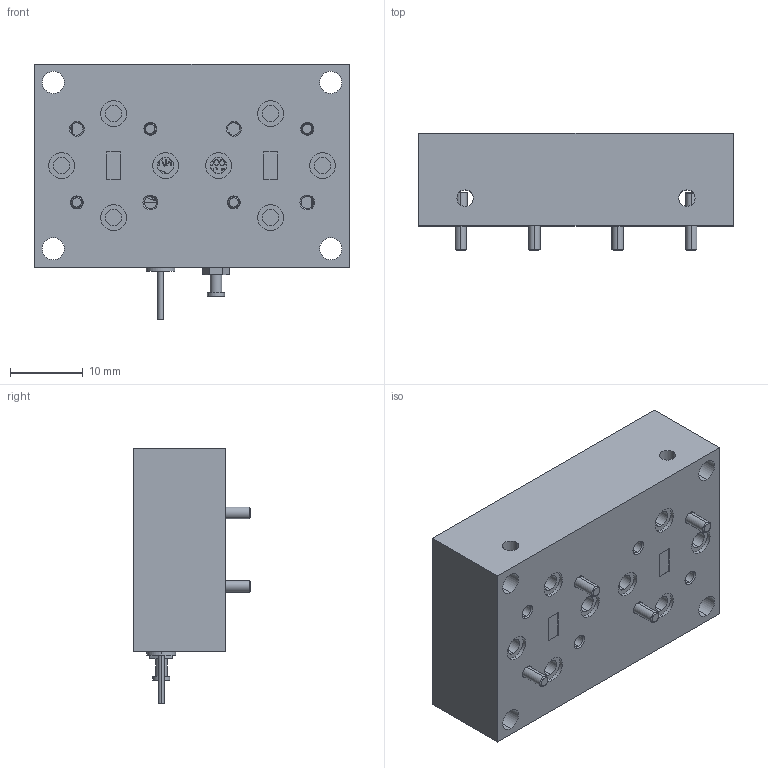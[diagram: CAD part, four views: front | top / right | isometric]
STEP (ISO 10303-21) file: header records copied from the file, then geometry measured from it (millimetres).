
FILE_DESCRIPTION (( 'STEP AP203' ), '1' );
FILE_NAME ('DMBX-15-101-1, df sat.STEP', '2017-09-11T18:30:06', ( '' ), ( '' ), 'SwSTEP 2.0', 'SolidWorks 2013', '' );
FILE_SCHEMA (( 'CONFIG_CONTROL_DESIGN' ));
Length unit declared in the file: inch
Products named in the file (1): DMBX-15-101-1, df sat
Bounding box: 43.18 x 16.07 x 35.18 mm (x, y, z)
Surface area: 6024.1 mm2 (no closed solid volume)
Topology: 0 solids, 72 shells, 365 faces, 1687 edges, 1419 vertices
Faces by surface type: plane 208, cylinder 104, cone 48, bspline 5
Entity records: 22937 total; most frequent: CARTESIAN_POINT 10729, ORIENTED_EDGE 2548, DIRECTION 1887, EDGE_CURVE 1679, VERTEX_POINT 1419, B_SPLINE_CURVE_WITH_KNOTS 758, AXIS2_PLACEMENT_3D 637, LINE 613
